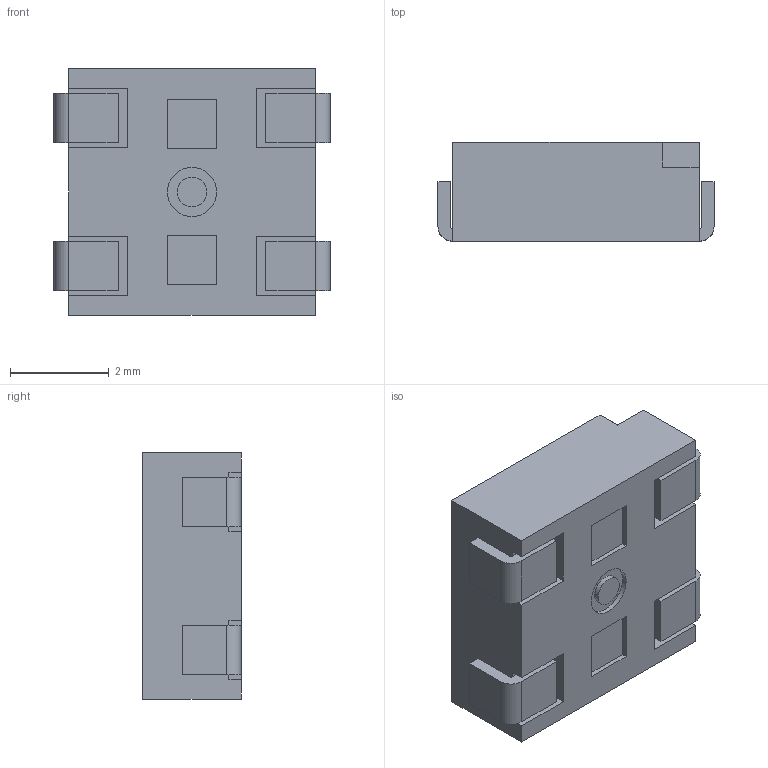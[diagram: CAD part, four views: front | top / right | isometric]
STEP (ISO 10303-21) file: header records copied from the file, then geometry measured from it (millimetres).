
FILE_DESCRIPTION (( 'STEP AP214' ), '1' );
FILE_NAME ('WS2812B-V3.STEP', '2021-07-15T14:17:53', ( '' ), ( '' ), 'SwSTEP 2.0', 'SolidWorks 2018', '' );
FILE_SCHEMA (( 'AUTOMOTIVE_DESIGN' ));
Length unit declared in the file: millimetre
Products named in the file (2): WS2812B-V3
Bounding box: 5.6 x 2 x 5 mm (x, y, z)
Volume: 44.5 mm3; surface area: 121.9 mm2
Topology: 5 solids, 5 shells, 80 faces, 195 edges, 130 vertices
Faces by surface type: plane 69, cylinder 10, cone 1
Full cylindrical faces by diameter (mm): 0.6 x1, 1 x1
Entity records: 3271 total; most frequent: CARTESIAN_POINT 404, ORIENTED_EDGE 384, DIRECTION 378, EDGE_CURVE 192, VECTOR 170, LINE 170, VERTEX_POINT 130, AXIS2_PLACEMENT_3D 104
